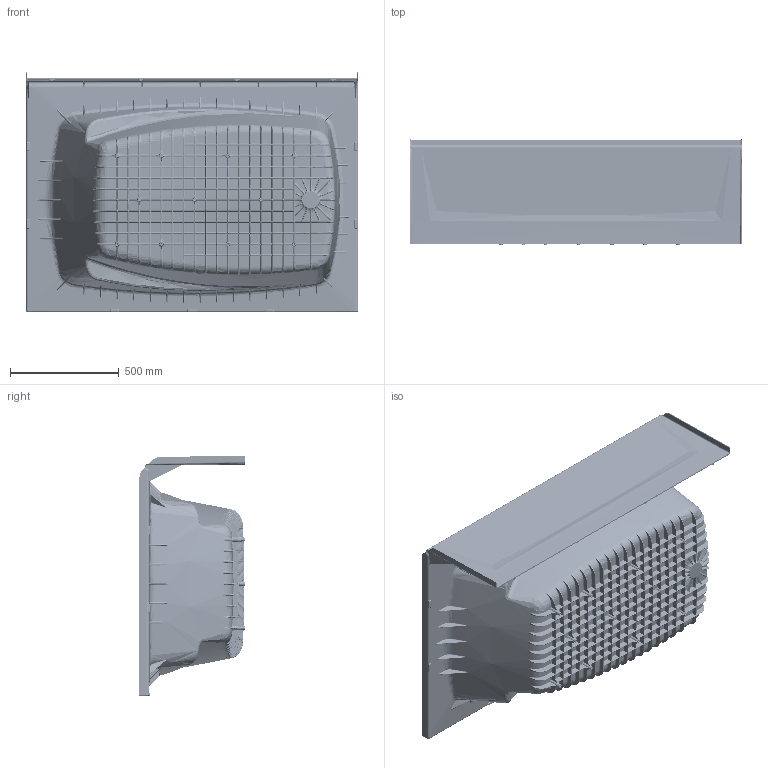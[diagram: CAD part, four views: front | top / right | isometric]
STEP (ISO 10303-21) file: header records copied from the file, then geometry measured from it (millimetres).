
FILE_DESCRIPTION (( 'STEP AP203' ), '1' );
FILE_NAME ('6042CTR.STEP', '2023-06-07T16:56:34', ( '' ), ( '' ), 'SwSTEP 2.0', 'SolidWorks 2020', '' );
FILE_SCHEMA (( 'CONFIG_CONTROL_DESIGN' ));
Products named in the file (1): 6042CTR
Bounding box: 1524.01 x 482.87 x 1105.83 mm (x, y, z)
Volume: 17142737.7 mm3; surface area: 8102318.5 mm2
Topology: 1 solids, 1 shells, 11257 faces, 27489 edges, 15010 vertices
Faces by surface type: bspline 5146, cylinder 3384, plane 2503, cone 106, sphere 62, torus 56
Entity records: 499797 total; most frequent: CARTESIAN_POINT 293083, ORIENTED_EDGE 51902, DIRECTION 32301, EDGE_CURVE 25951, VERTEX_POINT 15010, EDGE_LOOP 11573, AXIS2_PLACEMENT_3D 11459, ADVANCED_FACE 11257
